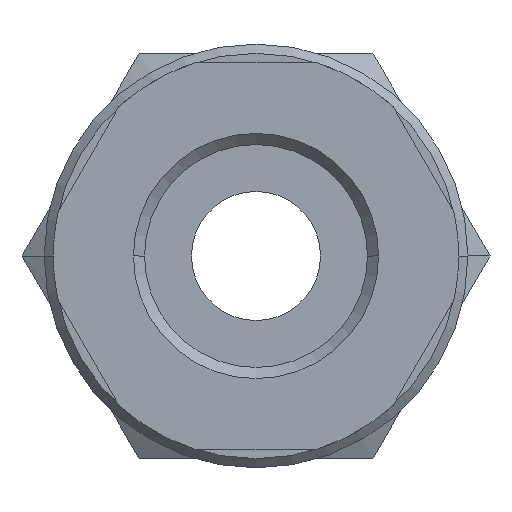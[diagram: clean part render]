
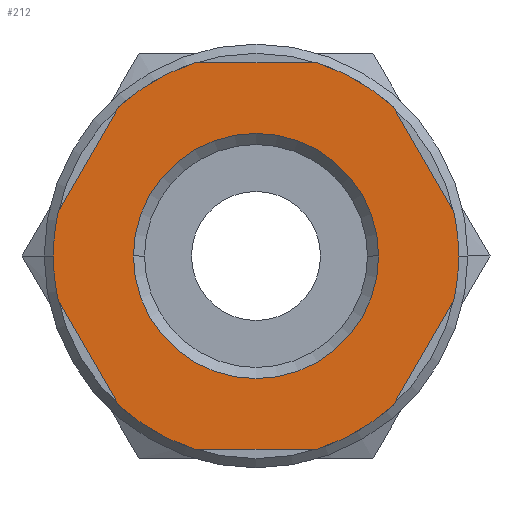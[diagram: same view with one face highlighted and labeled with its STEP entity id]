
A CAD part, front view. The second image highlights one B-rep face of the part: STEP entity #212.
In plain terms, the highlighted planar face has unit normal (0, -1, 0).
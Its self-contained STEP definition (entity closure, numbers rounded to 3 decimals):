
#212=ADVANCED_FACE('',(#455,#456),#457,.T.);
#455=FACE_BOUND('',#724,.T.);
#456=FACE_OUTER_BOUND('',#725,.T.);
#457=PLANE('',#726);
#724=EDGE_LOOP('',(#1260,#1261));
#725=EDGE_LOOP('',(#1262,#1263,#1264,#1265,#1266,#1267,#1268,#1269,#1270,#1271,#1272,#1273,#1274,#1275));
#726=AXIS2_PLACEMENT_3D('',#1276,#1277,#1278);
#1260=ORIENTED_EDGE('',*,*,#1736,.T.);
#1261=ORIENTED_EDGE('',*,*,#1734,.T.);
#1262=ORIENTED_EDGE('',*,*,#1737,.T.);
#1263=ORIENTED_EDGE('',*,*,#1671,.F.);
#1264=ORIENTED_EDGE('',*,*,#1689,.T.);
#1265=ORIENTED_EDGE('',*,*,#1738,.F.);
#1266=ORIENTED_EDGE('',*,*,#1662,.T.);
#1267=ORIENTED_EDGE('',*,*,#1699,.F.);
#1268=ORIENTED_EDGE('',*,*,#1639,.F.);
#1269=ORIENTED_EDGE('',*,*,#1739,.T.);
#1270=ORIENTED_EDGE('',*,*,#1613,.F.);
#1271=ORIENTED_EDGE('',*,*,#1740,.T.);
#1272=ORIENTED_EDGE('',*,*,#1655,.F.);
#1273=ORIENTED_EDGE('',*,*,#1741,.T.);
#1274=ORIENTED_EDGE('',*,*,#1625,.F.);
#1275=ORIENTED_EDGE('',*,*,#1648,.F.);
#1276=CARTESIAN_POINT('',(5.5,0.0,0.0));
#1277=DIRECTION('',(-0.0,-1.0,-0.0));
#1278=DIRECTION('',(-1.0,0.0,0.0));
#1613=EDGE_CURVE('',#1934,#1929,#1936,.T.);
#1625=EDGE_CURVE('',#1951,#1953,#1954,.T.);
#1639=EDGE_CURVE('',#1974,#1969,#1976,.T.);
#1648=EDGE_CURVE('',#1986,#1951,#1988,.T.);
#1655=EDGE_CURVE('',#1997,#1992,#1999,.T.);
#1662=EDGE_CURVE('',#2008,#2005,#2009,.T.);
#1671=EDGE_CURVE('',#2021,#2016,#2023,.T.);
#1689=EDGE_CURVE('',#2021,#2045,#2047,.T.);
#1699=EDGE_CURVE('',#1969,#2005,#2061,.T.);
#1734=EDGE_CURVE('',#2102,#2104,#2106,.T.);
#1736=EDGE_CURVE('',#2104,#2102,#2108,.T.);
#1737=EDGE_CURVE('',#1986,#2016,#2109,.T.);
#1738=EDGE_CURVE('',#2008,#2045,#2110,.T.);
#1739=EDGE_CURVE('',#1974,#1929,#2111,.T.);
#1740=EDGE_CURVE('',#1934,#1992,#2112,.T.);
#1741=EDGE_CURVE('',#1997,#1953,#2113,.T.);
#1929=VERTEX_POINT('',#2414);
#1934=VERTEX_POINT('',#2420);
#1936=CIRCLE('',#2423,11.0);
#1951=VERTEX_POINT('',#2484);
#1953=VERTEX_POINT('',#2487);
#1954=CIRCLE('',#2488,11.0);
#1969=VERTEX_POINT('',#2528);
#1974=VERTEX_POINT('',#2534);
#1976=CIRCLE('',#2537,11.0);
#1986=VERTEX_POINT('',#2569);
#1988=CIRCLE('',#2572,11.0);
#1992=VERTEX_POINT('',#2576);
#1997=VERTEX_POINT('',#2582);
#1999=CIRCLE('',#2585,11.0);
#2005=VERTEX_POINT('',#2614);
#2008=VERTEX_POINT('',#2618);
#2009=LINE('',#2619,#2620);
#2016=VERTEX_POINT('',#2629);
#2021=VERTEX_POINT('',#2635);
#2023=CIRCLE('',#2638,11.0);
#2045=VERTEX_POINT('',#2667);
#2047=LINE('',#2670,#2671);
#2061=CIRCLE('',#2687,11.0);
#2102=VERTEX_POINT('',#2770);
#2104=VERTEX_POINT('',#2773);
#2106=CIRCLE('',#2776,6.655);
#2108=CIRCLE('',#2778,6.655);
#2109=LINE('',#2779,#2780);
#2110=CIRCLE('',#2781,11.0);
#2111=LINE('',#2782,#2783);
#2112=LINE('',#2784,#2785);
#2113=LINE('',#2786,#2787);
#2414=CARTESIAN_POINT('',(7.454,0.0,8.089));
#2420=CARTESIAN_POINT('',(3.279,0.0,10.5));
#2423=AXIS2_PLACEMENT_3D('',#3025,#3026,#3027);
#2484=CARTESIAN_POINT('',(-11.0,0.0,0.));
#2487=CARTESIAN_POINT('',(-10.733,0.0,2.411));
#2488=AXIS2_PLACEMENT_3D('',#3031,#3032,#3033);
#2528=CARTESIAN_POINT('',(11.0,0.0,0.));
#2534=CARTESIAN_POINT('',(10.733,0.0,2.411));
#2537=AXIS2_PLACEMENT_3D('',#3048,#3049,#3050);
#2569=CARTESIAN_POINT('',(-10.733,0.0,-2.411));
#2572=AXIS2_PLACEMENT_3D('',#3058,#3059,#3060);
#2576=CARTESIAN_POINT('',(-3.279,0.0,10.5));
#2582=CARTESIAN_POINT('',(-7.454,0.0,8.089));
#2585=AXIS2_PLACEMENT_3D('',#3069,#3070,#3071);
#2614=CARTESIAN_POINT('',(10.733,0.0,-2.411));
#2618=CARTESIAN_POINT('',(7.454,0.0,-8.089));
#2619=CARTESIAN_POINT('',(9.781,0.0,-4.059));
#2620=VECTOR('',#3074,1.0);
#2629=CARTESIAN_POINT('',(-7.454,0.0,-8.089));
#2635=CARTESIAN_POINT('',(-3.279,0.0,-10.5));
#2638=AXIS2_PLACEMENT_3D('',#3085,#3086,#3087);
#2667=CARTESIAN_POINT('',(3.279,0.0,-10.5));
#2670=CARTESIAN_POINT('',(2.75,0.0,-10.5));
#2671=VECTOR('',#3111,1.0);
#2687=AXIS2_PLACEMENT_3D('',#3126,#3127,#3128);
#2770=CARTESIAN_POINT('',(6.655,0.0,0.));
#2773=CARTESIAN_POINT('',(-6.655,0.0,0.));
#2776=AXIS2_PLACEMENT_3D('',#3167,#3168,#3169);
#2778=AXIS2_PLACEMENT_3D('',#3170,#3171,#3172);
#2779=CARTESIAN_POINT('',(-8.406,0.0,-6.441));
#2780=VECTOR('',#3173,1.0);
#2781=AXIS2_PLACEMENT_3D('',#3174,#3175,#3176);
#2782=CARTESIAN_POINT('',(9.781,0.0,4.059));
#2783=VECTOR('',#3177,1.0);
#2784=CARTESIAN_POINT('',(2.75,0.0,10.5));
#2785=VECTOR('',#3178,1.0);
#2786=CARTESIAN_POINT('',(-8.406,0.0,6.441));
#2787=VECTOR('',#3179,1.0);
#3025=CARTESIAN_POINT('',(0.0,0.0,0.0));
#3026=DIRECTION('',(-0.0,1.0,0.0));
#3027=DIRECTION('',(1.0,0.0,0.0));
#3031=CARTESIAN_POINT('',(0.0,0.0,0.0));
#3032=DIRECTION('',(-0.0,1.0,0.0));
#3033=DIRECTION('',(1.0,0.0,0.0));
#3048=CARTESIAN_POINT('',(0.0,0.0,0.0));
#3049=DIRECTION('',(-0.0,1.0,0.0));
#3050=DIRECTION('',(1.0,0.0,0.0));
#3058=CARTESIAN_POINT('',(0.0,0.0,0.0));
#3059=DIRECTION('',(-0.0,1.0,0.0));
#3060=DIRECTION('',(1.0,0.0,0.0));
#3069=CARTESIAN_POINT('',(0.0,0.0,0.0));
#3070=DIRECTION('',(-0.0,1.0,0.0));
#3071=DIRECTION('',(1.0,0.0,0.0));
#3074=DIRECTION('',(0.5,-0.0,0.866));
#3085=CARTESIAN_POINT('',(0.0,0.0,0.0));
#3086=DIRECTION('',(-0.0,1.0,0.0));
#3087=DIRECTION('',(1.0,0.0,0.0));
#3111=DIRECTION('',(1.0,-0.0,0.0));
#3126=CARTESIAN_POINT('',(0.0,0.0,0.0));
#3127=DIRECTION('',(-0.0,1.0,0.0));
#3128=DIRECTION('',(1.0,0.0,0.0));
#3167=CARTESIAN_POINT('',(0.0,0.0,0.0));
#3168=DIRECTION('',(-0.0,1.0,0.0));
#3169=DIRECTION('',(1.0,0.0,0.0));
#3170=CARTESIAN_POINT('',(0.0,0.0,0.0));
#3171=DIRECTION('',(-0.0,1.0,0.0));
#3172=DIRECTION('',(1.0,0.0,0.0));
#3173=DIRECTION('',(0.5,0.0,-0.866));
#3174=CARTESIAN_POINT('',(0.0,0.0,0.0));
#3175=DIRECTION('',(-0.0,1.0,0.0));
#3176=DIRECTION('',(1.0,0.0,0.0));
#3177=DIRECTION('',(-0.5,0.0,0.866));
#3178=DIRECTION('',(-1.0,0.0,0.));
#3179=DIRECTION('',(-0.5,0.0,-0.866));
